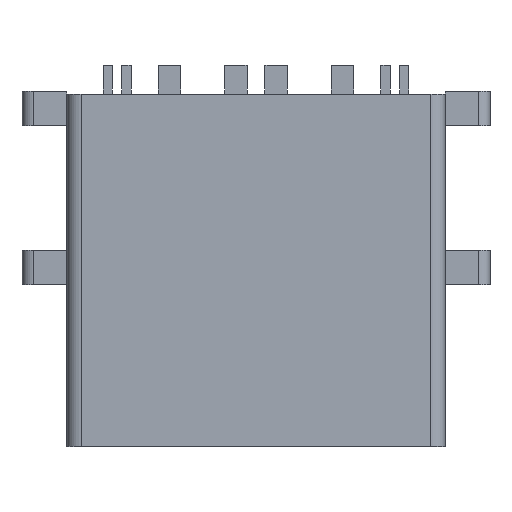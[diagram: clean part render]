
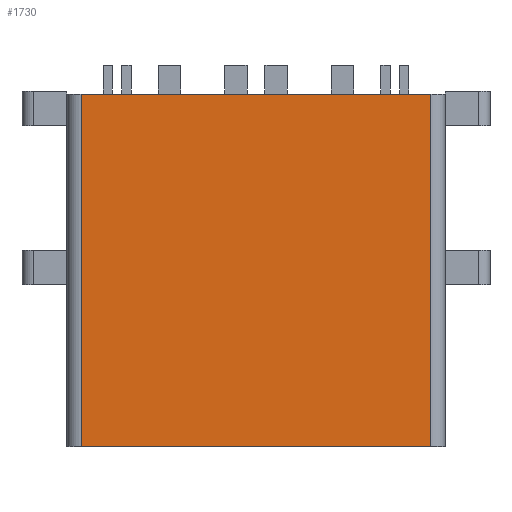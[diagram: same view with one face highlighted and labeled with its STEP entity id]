
A CAD part, top view. The second image highlights one B-rep face of the part: STEP entity #1730.
In plain terms, the highlighted planar face has unit normal (0, 0, 1).
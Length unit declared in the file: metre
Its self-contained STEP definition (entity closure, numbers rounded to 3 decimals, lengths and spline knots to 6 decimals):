
#114=ORIENTED_EDGE('',*,*,#614,.T.);
#115=ORIENTED_EDGE('',*,*,#616,.F.);
#116=ORIENTED_EDGE('',*,*,#617,.F.);
#117=ORIENTED_EDGE('',*,*,#618,.T.);
#614=EDGE_CURVE('',#865,#864,#1030,.T.);
#616=EDGE_CURVE('',#866,#864,#1031,.T.);
#617=EDGE_CURVE('',#867,#866,#1032,.T.);
#618=EDGE_CURVE('',#867,#865,#1033,.T.);
#864=VERTEX_POINT('',#2593);
#865=VERTEX_POINT('',#2595);
#866=VERTEX_POINT('',#2599);
#867=VERTEX_POINT('',#2601);
#1030=LINE('',#2594,#1267);
#1031=LINE('',#2598,#1268);
#1032=LINE('',#2600,#1269);
#1033=LINE('',#2602,#1270);
#1267=VECTOR('',#2087,1.);
#1268=VECTOR('',#2092,1.);
#1269=VECTOR('',#2093,1.);
#1270=VECTOR('',#2094,1.);
#1452=EDGE_LOOP('',(#114,#115,#116,#117));
#1549=FACE_BOUND('',#1452,.T.);
#1644=PLANE('',#1913);
#1730=ADVANCED_FACE('',(#1549),#1644,.T.);
#1913=AXIS2_PLACEMENT_3D('',#2597,#2090,#2091);
#2087=DIRECTION('',(0.,1.,0.));
#2090=DIRECTION('',(0.,0.,1.));
#2091=DIRECTION('',(1.,0.,0.));
#2092=DIRECTION('',(1.,0.,0.));
#2093=DIRECTION('',(0.,1.,0.));
#2094=DIRECTION('',(1.,0.,0.));
#2593=CARTESIAN_POINT('',(0.00605,0.005072,0.00225));
#2594=CARTESIAN_POINT('',(0.00605,-0.007128,0.00225));
#2595=CARTESIAN_POINT('',(0.00605,-0.007128,0.00225));
#2597=CARTESIAN_POINT('',(0.,-0.007128,0.00225));
#2598=CARTESIAN_POINT('',(0.,0.005072,0.00225));
#2599=CARTESIAN_POINT('',(-0.00605,0.005072,0.00225));
#2600=CARTESIAN_POINT('',(-0.00605,-0.007128,0.00225));
#2601=CARTESIAN_POINT('',(-0.00605,-0.007128,0.00225));
#2602=CARTESIAN_POINT('',(0.,-0.007128,0.00225));
